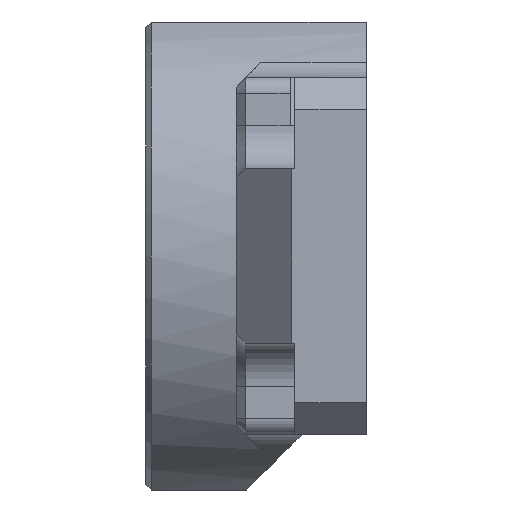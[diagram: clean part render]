
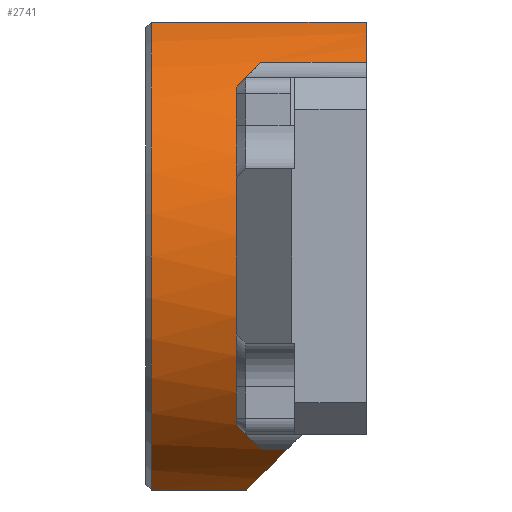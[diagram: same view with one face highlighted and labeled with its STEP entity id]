
A CAD part, left-side view. The second image highlights one B-rep face of the part: STEP entity #2741.
In plain terms, the highlighted cylindrical face has radius 16 mm (diameter 32 mm), a partial arc.
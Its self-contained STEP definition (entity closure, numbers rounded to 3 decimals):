
#73 = CARTESIAN_POINT ( 'NONE',  ( -10.352, 4., -12.2 ) ) ;
#180 =( BOUNDED_CURVE ( )  B_SPLINE_CURVE ( 3, ( #2991, #4883, #638, #2524 ),
 .UNSPECIFIED., .F., .F. ) 
 B_SPLINE_CURVE_WITH_KNOTS ( ( 4, 4 ),
 ( 3.539, 3.845 ),
 .UNSPECIFIED. ) 
 CURVE ( )  GEOMETRIC_REPRESENTATION_ITEM ( )  RATIONAL_B_SPLINE_CURVE ( ( 1., 0.992, 0.992, 1. ) ) 
 REPRESENTATION_ITEM ( '' )  );
#270 = LINE ( 'NONE', #2143, #2199 ) ;
#294 = VERTEX_POINT ( 'NONE', #2343 ) ;
#413 = DIRECTION ( 'NONE',  ( 0., 1., 0. ) ) ;
#579 = DIRECTION ( 'NONE',  ( 0., 0., -1. ) ) ;
#638 = CARTESIAN_POINT ( 'NONE',  ( -9.104, 5.059, -13.259 ) ) ;
#657 = AXIS2_PLACEMENT_3D ( 'NONE', #2342, #4249, #6098 ) ;
#689 = ORIENTED_EDGE ( 'NONE', *, *, #3151, .T. ) ;
#701 = CARTESIAN_POINT ( 'NONE',  ( -11.941, 7.2, 10.65 ) ) ;
#723 = CIRCLE ( 'NONE', #4182, 16. ) ;
#869 = CARTESIAN_POINT ( 'NONE',  ( -11.941, 7.2, -10.65 ) ) ;
#958 = VERTEX_POINT ( 'NONE', #2626 ) ;
#1048 = CARTESIAN_POINT ( 'NONE',  ( -6.2, 12.55, 14.75 ) ) ;
#1089 = CARTESIAN_POINT ( 'NONE',  ( -6.2, -1., 14.75 ) ) ;
#1126 = CARTESIAN_POINT ( 'NONE',  ( -10.917, 6.129, 11.721 ) ) ;
#1139 = ORIENTED_EDGE ( 'NONE', *, *, #2616, .T. ) ;
#1200 = CARTESIAN_POINT ( 'NONE',  ( 0., 12.55, 0. ) ) ;
#1326 = CARTESIAN_POINT ( 'NONE',  ( -10.352, 5.65, -12.2 ) ) ;
#1335 = AXIS2_PLACEMENT_3D ( 'NONE', #3417, #3833, #3710 ) ;
#1361 = EDGE_CURVE ( 'NONE', #4755, #1709, #1660, .T. ) ;
#1438 =( BOUNDED_CURVE ( )  B_SPLINE_CURVE ( 3, ( #1326, #3227, #5100, #869 ),
 .UNSPECIFIED., .F., .F. ) 
 B_SPLINE_CURVE_WITH_KNOTS ( ( 4, 4 ),
 ( 0.704, 0.842 ),
 .UNSPECIFIED. ) 
 CURVE ( )  GEOMETRIC_REPRESENTATION_ITEM ( )  RATIONAL_B_SPLINE_CURVE ( ( 1., 0.998, 0.998, 1. ) ) 
 REPRESENTATION_ITEM ( '' )  );
#1532 = CARTESIAN_POINT ( 'NONE',  ( -6.2, 13.4, 14.75 ) ) ;
#1562 = CARTESIAN_POINT ( 'NONE',  ( -11.941, 7.2, 10.65 ) ) ;
#1581 = CARTESIAN_POINT ( 'NONE',  ( -11.447, 6.647, 11.203 ) ) ;
#1636 = ORIENTED_EDGE ( 'NONE', *, *, #1361, .T. ) ;
#1660 = LINE ( 'NONE', #5088, #6021 ) ;
#1709 = VERTEX_POINT ( 'NONE', #2423 ) ;
#2143 = CARTESIAN_POINT ( 'NONE',  ( -10.352, 13.4, 12.2 ) ) ;
#2199 = VECTOR ( 'NONE', #4058, 1000. ) ;
#2298 = DIRECTION ( 'NONE',  ( 0., 0., 1. ) ) ;
#2342 = CARTESIAN_POINT ( 'NONE',  ( 0., 7.2, 0. ) ) ;
#2343 = CARTESIAN_POINT ( 'NONE',  ( -11.941, 7.2, -10.65 ) ) ;
#2423 = CARTESIAN_POINT ( 'NONE',  ( -10.352, 5.65, -12.2 ) ) ;
#2471 = ORIENTED_EDGE ( 'NONE', *, *, #5592, .F. ) ;
#2524 = CARTESIAN_POINT ( 'NONE',  ( -10.352, 4., -12.2 ) ) ;
#2580 = CARTESIAN_POINT ( 'NONE',  ( -10.352, 5.65, 12.2 ) ) ;
#2616 = EDGE_CURVE ( 'NONE', #3410, #958, #2709, .T. ) ;
#2626 = CARTESIAN_POINT ( 'NONE',  ( -10.352, 5.65, 12.2 ) ) ;
#2647 = CARTESIAN_POINT ( 'NONE',  ( -6.2, 6.55, -14.75 ) ) ;
#2709 =( BOUNDED_CURVE ( )  B_SPLINE_CURVE ( 3, ( #701, #1581, #1126, #2580 ),
 .UNSPECIFIED., .F., .F. ) 
 B_SPLINE_CURVE_WITH_KNOTS ( ( 4, 4 ),
 ( 5.441, 5.58 ),
 .UNSPECIFIED. ) 
 CURVE ( )  GEOMETRIC_REPRESENTATION_ITEM ( )  RATIONAL_B_SPLINE_CURVE ( ( 1., 0.998, 0.998, 1. ) ) 
 REPRESENTATION_ITEM ( '' )  );
#2738 = ORIENTED_EDGE ( 'NONE', *, *, #2847, .F. ) ;
#2741 = ADVANCED_FACE ( 'NONE', ( #2988 ), #3062, .T. ) ;
#2760 = EDGE_LOOP ( 'NONE', ( #3239, #3141, #2471, #689, #2738, #4054, #1636, #4695, #4822, #1139 ) ) ;
#2847 = EDGE_CURVE ( 'NONE', #4924, #4565, #5971, .T. ) ;
#2942 = CARTESIAN_POINT ( 'NONE',  ( 0., -1., 0. ) ) ;
#2988 = FACE_OUTER_BOUND ( 'NONE', #2760, .T. ) ;
#2991 = CARTESIAN_POINT ( 'NONE',  ( -6.2, 6.55, -14.75 ) ) ;
#2995 = AXIS2_PLACEMENT_3D ( 'NONE', #2942, #4829, #579 ) ;
#3062 = CYLINDRICAL_SURFACE ( 'NONE', #1335, 16. ) ;
#3141 = ORIENTED_EDGE ( 'NONE', *, *, #5570, .F. ) ;
#3151 = EDGE_CURVE ( 'NONE', #5568, #4565, #723, .T. ) ;
#3218 = VECTOR ( 'NONE', #413, 1000. ) ;
#3227 = CARTESIAN_POINT ( 'NONE',  ( -10.917, 6.129, -11.721 ) ) ;
#3239 = ORIENTED_EDGE ( 'NONE', *, *, #4894, .T. ) ;
#3323 = CIRCLE ( 'NONE', #657, 16. ) ;
#3371 = CARTESIAN_POINT ( 'NONE',  ( -6.2, 12.55, -14.75 ) ) ;
#3410 = VERTEX_POINT ( 'NONE', #1562 ) ;
#3417 = CARTESIAN_POINT ( 'NONE',  ( 0., 13.4, 0. ) ) ;
#3434 = DIRECTION ( 'NONE',  ( 0., -1., 0. ) ) ;
#3498 = DIRECTION ( 'NONE',  ( 0., 1., 0. ) ) ;
#3587 = CARTESIAN_POINT ( 'NONE',  ( -6.2, 13.4, -14.75 ) ) ;
#3710 = DIRECTION ( 'NONE',  ( 0., 0., -1. ) ) ;
#3789 = VECTOR ( 'NONE', #3434, 1000. ) ;
#3833 = DIRECTION ( 'NONE',  ( 0., -1., 0. ) ) ;
#4036 = EDGE_CURVE ( 'NONE', #3410, #294, #3323, .T. ) ;
#4054 = ORIENTED_EDGE ( 'NONE', *, *, #4830, .T. ) ;
#4058 = DIRECTION ( 'NONE',  ( 0., -1., 0. ) ) ;
#4182 = AXIS2_PLACEMENT_3D ( 'NONE', #1200, #5573, #2298 ) ;
#4249 = DIRECTION ( 'NONE',  ( 0., -1., 0. ) ) ;
#4411 = EDGE_CURVE ( 'NONE', #1709, #294, #1438, .T. ) ;
#4565 = VERTEX_POINT ( 'NONE', #3371 ) ;
#4695 = ORIENTED_EDGE ( 'NONE', *, *, #4411, .T. ) ;
#4755 = VERTEX_POINT ( 'NONE', #73 ) ;
#4822 = ORIENTED_EDGE ( 'NONE', *, *, #4036, .F. ) ;
#4829 = DIRECTION ( 'NONE',  ( 0., -1., 0. ) ) ;
#4830 = EDGE_CURVE ( 'NONE', #4924, #4755, #180, .T. ) ;
#4883 = CARTESIAN_POINT ( 'NONE',  ( -7.709, 5.916, -14.116 ) ) ;
#4894 = EDGE_CURVE ( 'NONE', #958, #5211, #270, .T. ) ;
#4924 = VERTEX_POINT ( 'NONE', #2647 ) ;
#5088 = CARTESIAN_POINT ( 'NONE',  ( -10.352, 13.4, -12.2 ) ) ;
#5100 = CARTESIAN_POINT ( 'NONE',  ( -11.447, 6.647, -11.203 ) ) ;
#5186 = VERTEX_POINT ( 'NONE', #1089 ) ;
#5211 = VERTEX_POINT ( 'NONE', #5355 ) ;
#5355 = CARTESIAN_POINT ( 'NONE',  ( -10.352, -1., 12.2 ) ) ;
#5568 = VERTEX_POINT ( 'NONE', #1048 ) ;
#5570 = EDGE_CURVE ( 'NONE', #5186, #5211, #5639, .T. ) ;
#5573 = DIRECTION ( 'NONE',  ( 0., -1., 0. ) ) ;
#5592 = EDGE_CURVE ( 'NONE', #5568, #5186, #5762, .T. ) ;
#5639 = CIRCLE ( 'NONE', #2995, 16. ) ;
#5762 = LINE ( 'NONE', #1532, #3789 ) ;
#5971 = LINE ( 'NONE', #3587, #3218 ) ;
#6021 = VECTOR ( 'NONE', #3498, 1000. ) ;
#6098 = DIRECTION ( 'NONE',  ( 0., 0., 1. ) ) ;
